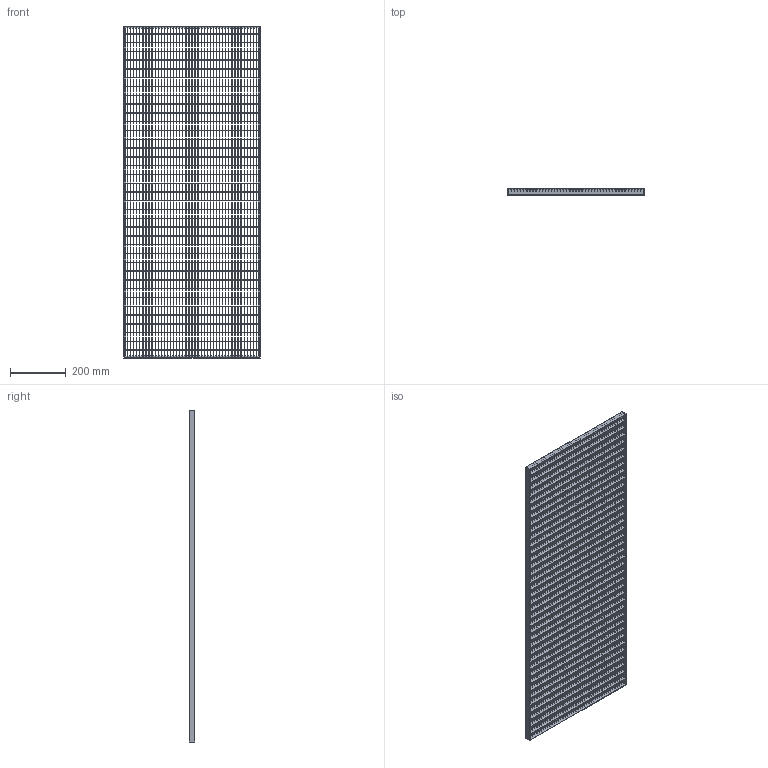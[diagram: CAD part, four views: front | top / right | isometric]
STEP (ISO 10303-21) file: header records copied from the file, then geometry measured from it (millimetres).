
FILE_DESCRIPTION (( 'STEP AP203' ), '1' );
FILE_NAME ('23-491193120-7.step', '2015-08-26T22:59:27', ( '' ), ( '' ), 'SwSTEP 2.0', 'SolidWorks 2015', '' );
FILE_SCHEMA (( 'CONFIG_CONTROL_DESIGN' ));
Products named in the file (1): 23-491193120-7
Bounding box: 490 x 20 x 1190 mm (x, y, z)
Volume: 1215219 mm3; surface area: 2023767 mm2
Topology: 1 solids, 1 shells, 5698 faces, 21980 edges, 14648 vertices
Faces by surface type: plane 5698
Entity records: 232247 total; most frequent: ORIENTED_EDGE 43960, CARTESIAN_POINT 42345, DIRECTION 33372, EDGE_CURVE 21980, LINE 21974, VECTOR 21974, VERTEX_POINT 14648, EDGE_LOOP 7406
